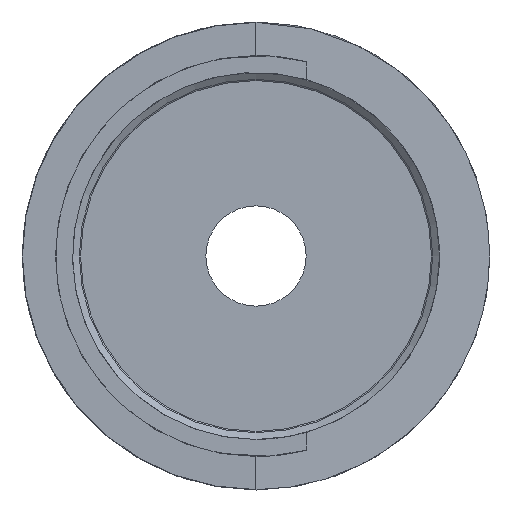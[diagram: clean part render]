
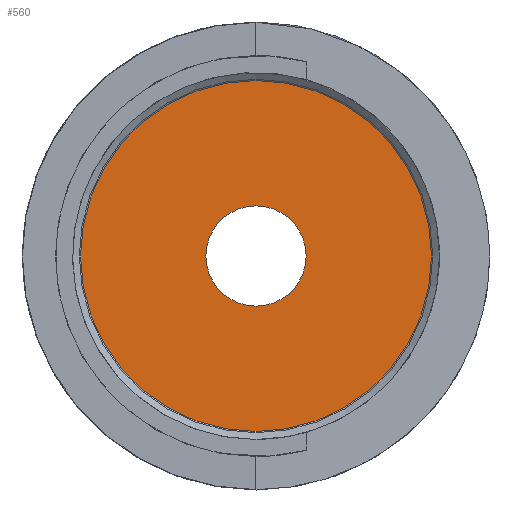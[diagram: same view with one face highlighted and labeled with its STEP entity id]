
A CAD part, left-side view. The second image highlights one B-rep face of the part: STEP entity #560.
In plain terms, the highlighted planar face has unit normal (-1, 0, 0).
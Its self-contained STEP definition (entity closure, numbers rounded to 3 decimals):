
#31=FACE_BOUND('',#137,.T.);
#41=CIRCLE('',#633,0.05);
#46=CIRCLE('',#642,0.183);
#99=FACE_OUTER_BOUND('',#136,.T.);
#136=EDGE_LOOP('',(#428));
#137=EDGE_LOOP('',(#429));
#253=VERTEX_POINT('',#961);
#258=VERTEX_POINT('',#977);
#314=EDGE_CURVE('',#253,#253,#41,.T.);
#321=EDGE_CURVE('',#258,#258,#46,.T.);
#428=ORIENTED_EDGE('',*,*,#321,.F.);
#429=ORIENTED_EDGE('',*,*,#314,.T.);
#544=PLANE('',#641);
#560=ADVANCED_FACE('',(#99,#31),#544,.T.);
#633=AXIS2_PLACEMENT_3D('',#962,#760,#761);
#641=AXIS2_PLACEMENT_3D('',#976,#778,#779);
#642=AXIS2_PLACEMENT_3D('',#978,#780,#781);
#760=DIRECTION('center_axis',(1.,0.,0.));
#761=DIRECTION('ref_axis',(0.,1.,0.));
#778=DIRECTION('center_axis',(-1.,0.,0.));
#779=DIRECTION('ref_axis',(0.,0.,1.));
#780=DIRECTION('center_axis',(1.,0.,0.));
#781=DIRECTION('ref_axis',(0.,0.,
1.));
#961=CARTESIAN_POINT('',(0.,-0.05,0.));
#962=CARTESIAN_POINT('Origin',(0.,0.,
0.));
#976=CARTESIAN_POINT('Origin',(0.,0.,
0.233));
#977=CARTESIAN_POINT('',(0.,0.,-0.183));
#978=CARTESIAN_POINT('Origin',(0.,0.,
0.));
